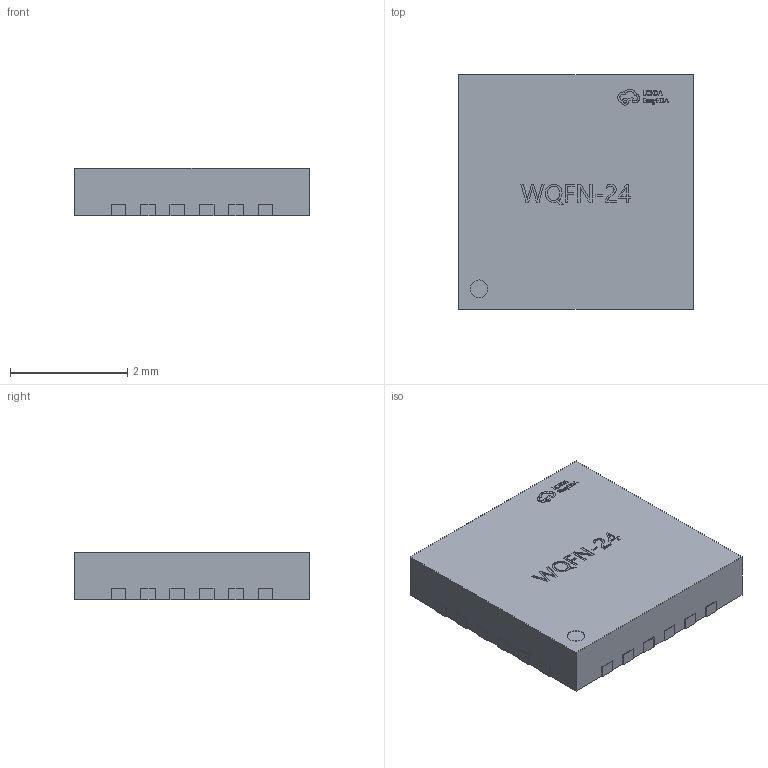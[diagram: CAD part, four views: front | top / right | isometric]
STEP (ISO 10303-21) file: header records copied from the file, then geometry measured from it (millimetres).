
FILE_DESCRIPTION (( 'STEP AP214' ), '1' );
FILE_NAME ('WQFN-24_L4.0-W4.0-H0.8-P0.50.step', '2022-07-15T04:23:40', ( '' ), ( '' ), 'SwSTEP 2.0', 'SolidWorks 2020', '' );
FILE_SCHEMA (( 'AUTOMOTIVE_DESIGN' ));
Length unit declared in the file: millimetre
Products named in the file (1): WQFN-24_L4.0-W4.0-H0.8-P0.50
Bounding box: 4.02 x 4.02 x 0.81 mm (x, y, z)
Volume: 12.9 mm3; surface area: 45.7 mm2
Topology: 14 solids, 14 shells, 554 faces, 1524 edges, 1016 vertices
Faces by surface type: plane 380, bspline 142, cylinder 32
Entity records: 26157 total; most frequent: CARTESIAN_POINT 6693, ORIENTED_EDGE 3048, DIRECTION 2126, EDGE_CURVE 1524, VECTOR 1172, LINE 1172, VERTEX_POINT 1016, EDGE_LOOP 584
